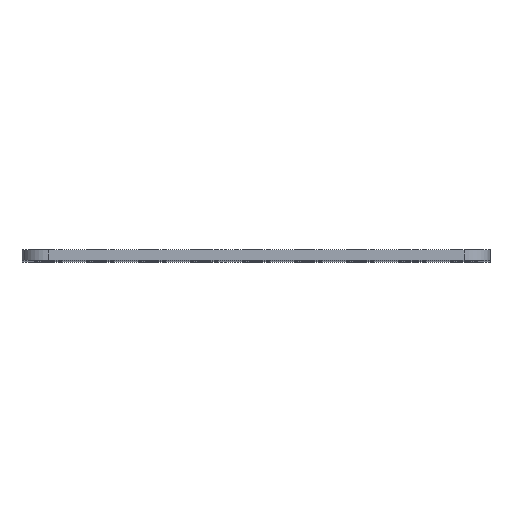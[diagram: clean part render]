
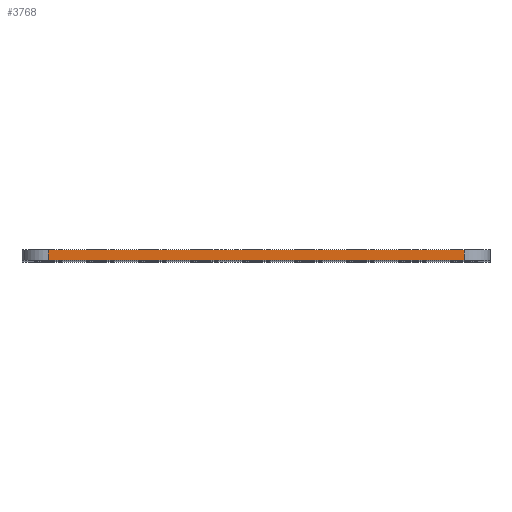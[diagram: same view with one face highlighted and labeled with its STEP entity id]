
A CAD part, top view. The second image highlights one B-rep face of the part: STEP entity #3768.
In plain terms, the highlighted planar face has unit normal (0, 0, 1).
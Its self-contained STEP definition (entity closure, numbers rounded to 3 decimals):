
#779=FACE_OUTER_BOUND('',#1356,.T.);
#1356=EDGE_LOOP('',(#3356,#3357,#3358,#3359));
#1742=LINE('',#5752,#1758);
#1745=LINE('',#6143,#1761);
#1752=LINE('',#6536,#1768);
#1753=LINE('',#6537,#1769);
#1758=VECTOR('',#4562,64.);
#1761=VECTOR('',#4951,64.);
#1768=VECTOR('',#5346,1.6);
#1769=VECTOR('',#5347,1.6);
#2163=VERTEX_POINT('',#5749);
#2164=VERTEX_POINT('',#5751);
#2358=VERTEX_POINT('',#6140);
#2359=VERTEX_POINT('',#6142);
#2557=EDGE_CURVE('',#2164,#2163,#1742,.T.);
#2752=EDGE_CURVE('',#2358,#2359,#1745,.T.);
#2950=EDGE_CURVE('',#2163,#2359,#1752,.T.);
#2951=EDGE_CURVE('',#2164,#2358,#1753,.T.);
#3356=ORIENTED_EDGE('',*,*,#2950,.T.);
#3357=ORIENTED_EDGE('',*,*,#2752,.F.);
#3358=ORIENTED_EDGE('',*,*,#2951,.F.);
#3359=ORIENTED_EDGE('',*,*,#2557,.T.);
#3762=PLANE('',#4355);
#3768=ADVANCED_FACE('',(#779),#3762,.T.);
#4355=AXIS2_PLACEMENT_3D('',#6535,#5344,#5345);
#4562=DIRECTION('',(-1.,0.,0.));
#4951=DIRECTION('',(-1.,0.,0.));
#5344=DIRECTION('center_axis',(0.,0.,1.));
#5345=DIRECTION('ref_axis',(1.,0.,0.));
#5346=DIRECTION('',(0.,-1.,0.));
#5347=DIRECTION('',(0.,-1.,0.));
#5749=CARTESIAN_POINT('',(-32.,0.,84.));
#5751=CARTESIAN_POINT('',(32.,0.,84.));
#5752=CARTESIAN_POINT('',(32.,0.,84.));
#6140=CARTESIAN_POINT('',(32.,-1.6,84.));
#6142=CARTESIAN_POINT('',(-32.,-1.6,84.));
#6143=CARTESIAN_POINT('',(32.,-1.6,84.));
#6535=CARTESIAN_POINT('Origin',(-36.,0.,84.));
#6536=CARTESIAN_POINT('',(-32.,0.,84.));
#6537=CARTESIAN_POINT('',(32.,0.,84.));
